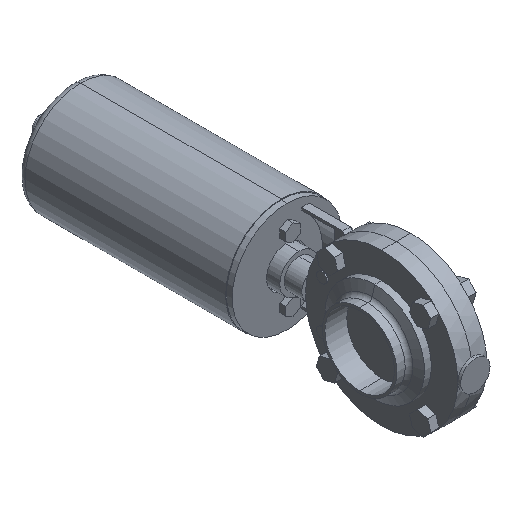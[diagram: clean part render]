
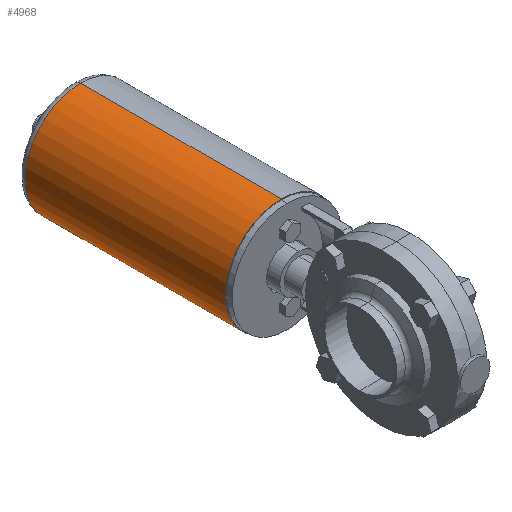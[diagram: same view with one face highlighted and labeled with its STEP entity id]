
A CAD part, isometric view. The second image highlights one B-rep face of the part: STEP entity #4968.
In plain terms, the highlighted cylindrical face has radius 38 mm (diameter 76 mm), a partial arc.
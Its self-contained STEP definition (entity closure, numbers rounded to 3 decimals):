
#11 = DIRECTION ( 'NONE',  ( 0., 0., 1. ) ) ;
#111 = VECTOR ( 'NONE', #1012, 1000. ) ;
#347 = EDGE_CURVE ( 'NONE', #786, #1551, #2429, .T. ) ;
#422 = AXIS2_PLACEMENT_3D ( 'NONE', #2030, #2050, #11 ) ;
#583 = DIRECTION ( 'NONE',  ( 0., 0., -1. ) ) ;
#786 = VERTEX_POINT ( 'NONE', #1756 ) ;
#1012 = DIRECTION ( 'NONE',  ( 0., -1., 0. ) ) ;
#1390 = ORIENTED_EDGE ( 'NONE', *, *, #2814, .T. ) ;
#1475 = CARTESIAN_POINT ( 'NONE',  ( 0., 0., 0. ) ) ;
#1551 = VERTEX_POINT ( 'NONE', #4836 ) ;
#1756 = CARTESIAN_POINT ( 'NONE',  ( 0., 137., 38. ) ) ;
#1865 = DIRECTION ( 'NONE',  ( 0., 0., 1. ) ) ;
#2030 = CARTESIAN_POINT ( 'NONE',  ( 0., 137., 0. ) ) ;
#2050 = DIRECTION ( 'NONE',  ( 0., -1., 0. ) ) ;
#2080 = CIRCLE ( 'NONE', #4239, 38. ) ;
#2247 = ORIENTED_EDGE ( 'NONE', *, *, #3199, .T. ) ;
#2276 = EDGE_CURVE ( 'NONE', #3369, #3521, #3585, .T. ) ;
#2429 = LINE ( 'NONE', #2677, #111 ) ;
#2557 = ORIENTED_EDGE ( 'NONE', *, *, #347, .F. ) ;
#2652 = FACE_OUTER_BOUND ( 'NONE', #5164, .T. ) ;
#2665 = DIRECTION ( 'NONE',  ( 0., -1., 0. ) ) ;
#2677 = CARTESIAN_POINT ( 'NONE',  ( 0., 142., 38. ) ) ;
#2814 = EDGE_CURVE ( 'NONE', #786, #3369, #4229, .T. ) ;
#2935 = CARTESIAN_POINT ( 'NONE',  ( 0., 142., -38. ) ) ;
#3199 = EDGE_CURVE ( 'NONE', #3521, #1551, #2080, .T. ) ;
#3369 = VERTEX_POINT ( 'NONE', #4014 ) ;
#3521 = VERTEX_POINT ( 'NONE', #4892 ) ;
#3585 = LINE ( 'NONE', #2935, #4461 ) ;
#4014 = CARTESIAN_POINT ( 'NONE',  ( 0., 137., -38. ) ) ;
#4188 = AXIS2_PLACEMENT_3D ( 'NONE', #4630, #2665, #583 ) ;
#4229 = CIRCLE ( 'NONE', #422, 38. ) ;
#4239 = AXIS2_PLACEMENT_3D ( 'NONE', #1475, #4285, #1865 ) ;
#4285 = DIRECTION ( 'NONE',  ( 0., 1., 0. ) ) ;
#4461 = VECTOR ( 'NONE', #4548, 1000. ) ;
#4548 = DIRECTION ( 'NONE',  ( 0., -1., 0. ) ) ;
#4630 = CARTESIAN_POINT ( 'NONE',  ( 0., 142., 0. ) ) ;
#4673 = CYLINDRICAL_SURFACE ( 'NONE', #4188, 38. ) ;
#4725 = ORIENTED_EDGE ( 'NONE', *, *, #2276, .T. ) ;
#4836 = CARTESIAN_POINT ( 'NONE',  ( 0., 0., 38. ) ) ;
#4892 = CARTESIAN_POINT ( 'NONE',  ( 0., 0., -38. ) ) ;
#4968 = ADVANCED_FACE ( 'NONE', ( #2652 ), #4673, .T. ) ;
#5164 = EDGE_LOOP ( 'NONE', ( #2557, #1390, #4725, #2247 ) ) ;
